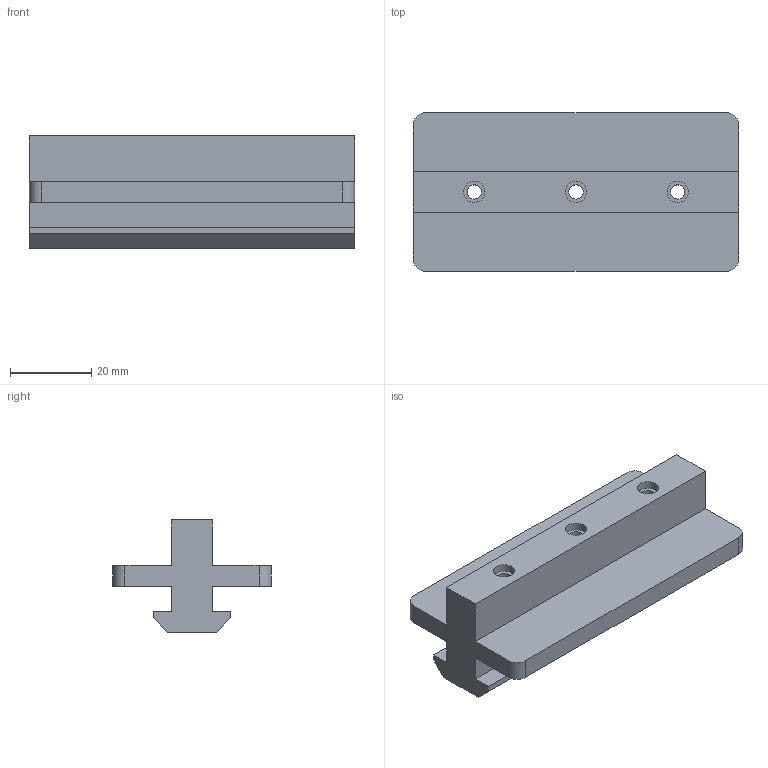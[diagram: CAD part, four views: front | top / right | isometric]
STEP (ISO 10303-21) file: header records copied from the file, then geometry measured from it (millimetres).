
FILE_DESCRIPTION(('STEP AP214'),'1');
FILE_NAME('cctmp_D862B091-9D61-434F-9B55-B84EB7EF0832_2020_1_10_10_28_43_796..stp','2020-01-10T09:28:43',('Bosch Rexroth AG'),('CADClick - www.CADClick.com'),'Spatial InterOp 3D',' ','unknown authorization - (Healing Option Enabled)');
FILE_SCHEMA(('AUTOMOTIVE_DESIGN'));
Length unit declared in the file: millimetre
Products named in the file (1): 2020_01_10__10-28-43-794
Bounding box: 80 x 39 x 27.6 mm (x, y, z)
Volume: 35184.5 mm3; surface area: 13563.5 mm2
Topology: 1 solids, 1 shells, 48 faces, 128 edges, 88 vertices
Faces by surface type: plane 26, cylinder 22
Entity records: 1956 total; most frequent: CARTESIAN_POINT 289, DIRECTION 270, ORIENTED_EDGE 256, EDGE_CURVE 128, AXIS2_PLACEMENT_3D 101, VERTEX_POINT 88, LINE 68, VECTOR 68
